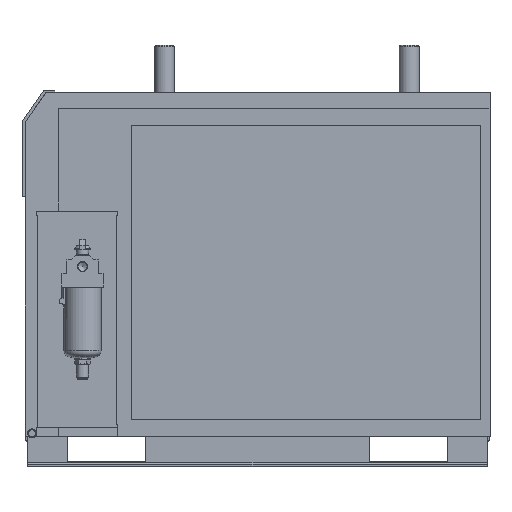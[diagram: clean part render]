
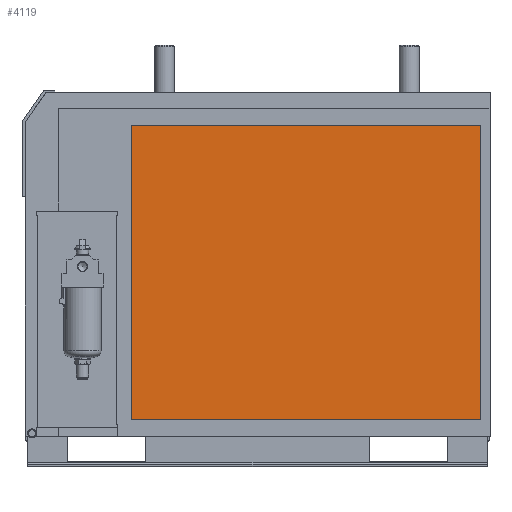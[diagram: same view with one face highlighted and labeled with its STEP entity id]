
A CAD part, top view. The second image highlights one B-rep face of the part: STEP entity #4119.
In plain terms, the highlighted planar face has unit normal (0, 0, 1).
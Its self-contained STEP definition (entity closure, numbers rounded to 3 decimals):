
#331=FACE_OUTER_BOUND('',#572,.T.);
#572=EDGE_LOOP('',(#2932,#2933,#2934,#2935));
#944=LINE('',#6124,#1397);
#947=LINE('',#6129,#1400);
#949=LINE('',#6133,#1402);
#951=LINE('',#6136,#1404);
#1397=VECTOR('',#4927,10.);
#1400=VECTOR('',#4932,10.);
#1402=VECTOR('',#4936,10.);
#1404=VECTOR('',#4940,10.);
#1819=VERTEX_POINT('',#6122);
#1820=VERTEX_POINT('',#6123);
#1821=VERTEX_POINT('',#6128);
#1822=VERTEX_POINT('',#6132);
#2253=EDGE_CURVE('',#1819,#1820,#944,.T.);
#2256=EDGE_CURVE('',#1820,#1821,#947,.T.);
#2258=EDGE_CURVE('',#1821,#1822,#949,.T.);
#2260=EDGE_CURVE('',#1822,#1819,#951,.T.);
#2932=ORIENTED_EDGE('',*,*,#2253,.T.);
#2933=ORIENTED_EDGE('',*,*,#2256,.T.);
#2934=ORIENTED_EDGE('',*,*,#2258,.T.);
#2935=ORIENTED_EDGE('',*,*,#2260,.T.);
#3939=PLANE('',#4422);
#4119=ADVANCED_FACE('',(#331),#3939,.T.);
#4422=AXIS2_PLACEMENT_3D('',#6137,#4941,#4942);
#4927=DIRECTION('',(1.,0.,0.));
#4932=DIRECTION('',(0.,1.,0.));
#4936=DIRECTION('',(-1.,0.,0.));
#4940=DIRECTION('',(0.,-1.,0.));
#4941=DIRECTION('center_axis',(0.,0.,
1.));
#4942=DIRECTION('ref_axis',(1.,0.,0.));
#6122=CARTESIAN_POINT('',(-594.,77.,144.));
#6123=CARTESIAN_POINT('',(-16.,77.,144.));
#6124=CARTESIAN_POINT('',(-594.,77.,144.));
#6128=CARTESIAN_POINT('',(-16.,565.,144.));
#6129=CARTESIAN_POINT('',(-16.,77.,144.));
#6132=CARTESIAN_POINT('',(-594.,565.,144.));
#6133=CARTESIAN_POINT('',(-16.,565.,144.));
#6136=CARTESIAN_POINT('',(-594.,565.,144.));
#6137=CARTESIAN_POINT('Origin',(-305.,321.,144.));
